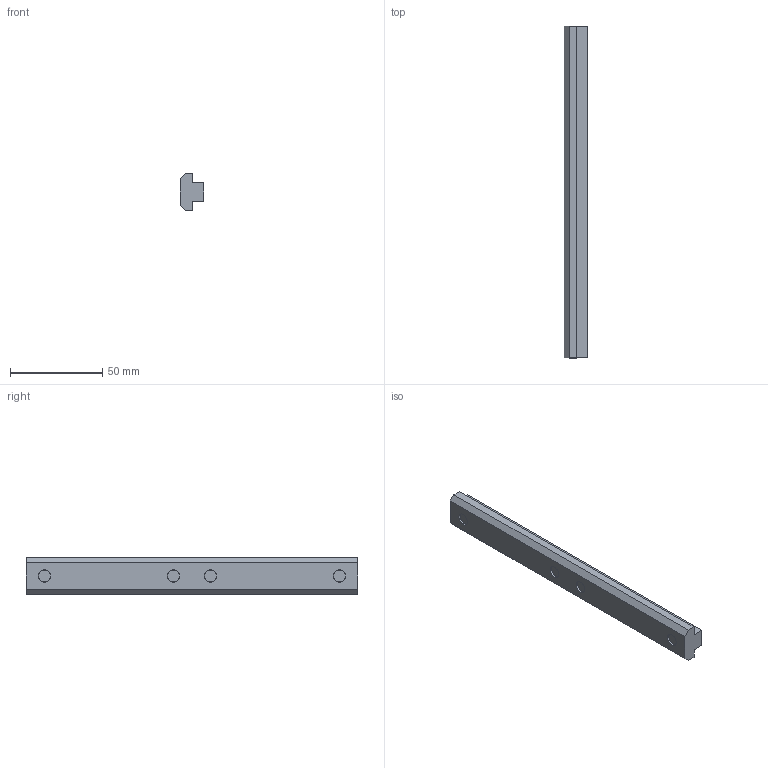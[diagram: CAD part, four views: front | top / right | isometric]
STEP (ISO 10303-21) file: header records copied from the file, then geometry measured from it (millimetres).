
FILE_DESCRIPTION (( 'STEP AP214' ), '1' );
FILE_NAME ('6121152', '2019-02-04T09:21:31', ( '' ), ('JUGARD+KÜNSTNER GmbH'), 'SwSTEP 2.0', 'SolidWorks 2017', '' );
FILE_SCHEMA (( 'AUTOMOTIVE_DESIGN' ));
Length unit declared in the file: millimetre
Products named in the file (1): 6121152_CNAJF00
Bounding box: 13 x 180 x 20.1 mm (x, y, z)
Volume: 33991.6 mm3; surface area: 12275.3 mm2
Topology: 1 solids, 1 shells, 84 faces, 208 edges, 130 vertices
Faces by surface type: plane 44, cone 24, cylinder 16
Entity records: 2556 total; most frequent: CARTESIAN_POINT 587, ORIENTED_EDGE 400, DIRECTION 388, EDGE_CURVE 200, AXIS2_PLACEMENT_3D 135, VERTEX_POINT 130, LINE 118, VECTOR 118
